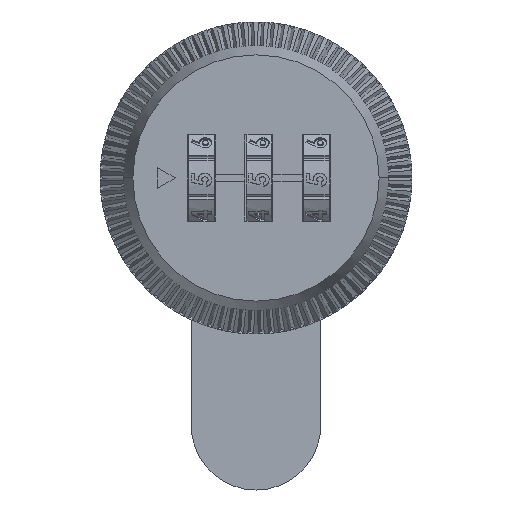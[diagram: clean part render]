
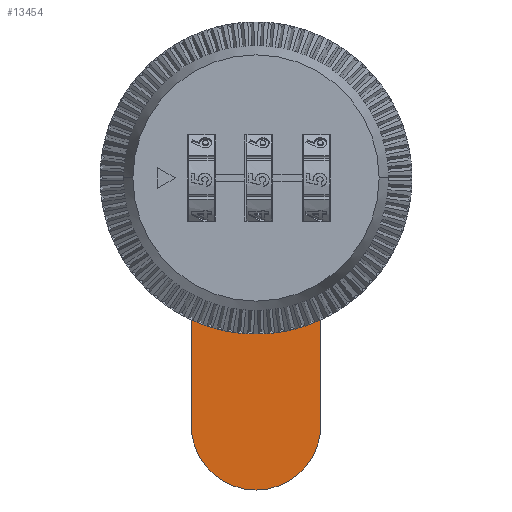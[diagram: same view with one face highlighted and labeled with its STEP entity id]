
A CAD part, left-side view. The second image highlights one B-rep face of the part: STEP entity #13454.
In plain terms, the highlighted face is planar.
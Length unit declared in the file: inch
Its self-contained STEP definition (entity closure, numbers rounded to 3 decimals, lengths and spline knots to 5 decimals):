
#240 = ORIENTED_EDGE ( 'NONE', *, *, #1670, .T. ) ;
#252 = CARTESIAN_POINT ( 'NONE',  ( 0.31102, 1.18504, 0. ) ) ;
#553 = DIRECTION ( 'NONE',  ( 0., 0., 1. ) ) ;
#578 = VECTOR ( 'NONE', #14061, 39.37008 ) ;
#878 = AXIS2_PLACEMENT_3D ( 'NONE', #7736, #553, #30255 ) ;
#1046 = LINE ( 'NONE', #16531, #13311 ) ;
#1079 = VECTOR ( 'NONE', #18524, 39.37008 ) ;
#1503 = ORIENTED_EDGE ( 'NONE', *, *, #23593, .T. ) ;
#1670 = EDGE_CURVE ( 'NONE', #13713, #29880, #17554, .T. ) ;
#2393 = ORIENTED_EDGE ( 'NONE', *, *, #23069, .T. ) ;
#2398 = ORIENTED_EDGE ( 'NONE', *, *, #16510, .F. ) ;
#2593 = AXIS2_PLACEMENT_3D ( 'NONE', #11410, #23582, #3902 ) ;
#2885 = VECTOR ( 'NONE', #8428, 39.37008 ) ;
#3097 = VERTEX_POINT ( 'NONE', #21473 ) ;
#3268 = LINE ( 'NONE', #23189, #2885 ) ;
#3685 = AXIS2_PLACEMENT_3D ( 'NONE', #9092, #23539, #6208 ) ;
#3902 = DIRECTION ( 'NONE',  ( 1., 0., 0. ) ) ;
#3982 = DIRECTION ( 'NONE',  ( 0., 0., 1. ) ) ;
#4132 = AXIS2_PLACEMENT_3D ( 'NONE', #19519, #9374, #17142 ) ;
#4304 = DIRECTION ( 'NONE',  ( 0., 1., 0. ) ) ;
#4523 = CIRCLE ( 'NONE', #2593, 0.02 ) ;
#5098 = CARTESIAN_POINT ( 'NONE',  ( -0.15945, 0.13945, 0. ) ) ;
#6208 = DIRECTION ( 'NONE',  ( 1., 0., 0. ) ) ;
#6901 = LINE ( 'NONE', #22529, #31571 ) ;
#7131 = LINE ( 'NONE', #31235, #578 ) ;
#7544 = AXIS2_PLACEMENT_3D ( 'NONE', #13961, #8575, #25802 ) ;
#7736 = CARTESIAN_POINT ( 'NONE',  ( 0., -0.02362, 0. ) ) ;
#7898 = CIRCLE ( 'NONE', #4132, 0.02 ) ;
#8024 = CARTESIAN_POINT ( 'NONE',  ( -0.13945, -0.15945, 0. ) ) ;
#8197 = ORIENTED_EDGE ( 'NONE', *, *, #23450, .T. ) ;
#8428 = DIRECTION ( 'NONE',  ( 1., 0., 0. ) ) ;
#8575 = DIRECTION ( 'NONE',  ( 0., 0., 1. ) ) ;
#8770 = CARTESIAN_POINT ( 'NONE',  ( -0.31102, -0.02362, 0. ) ) ;
#8896 = VERTEX_POINT ( 'NONE', #8024 ) ;
#9092 = CARTESIAN_POINT ( 'NONE',  ( 0., 1.18504, 0. ) ) ;
#9374 = DIRECTION ( 'NONE',  ( 0., 0., 1. ) ) ;
#9545 = AXIS2_PLACEMENT_3D ( 'NONE', #13833, #3982, #21193 ) ;
#11410 = CARTESIAN_POINT ( 'NONE',  ( 0.13945, -0.13945, 0. ) ) ;
#11890 = ORIENTED_EDGE ( 'NONE', *, *, #22322, .T. ) ;
#12425 = CARTESIAN_POINT ( 'NONE',  ( 0.31102, 1.18504, 0. ) ) ;
#13073 = CARTESIAN_POINT ( 'NONE',  ( 0.15945, 0.13945, 0. ) ) ;
#13092 = AXIS2_PLACEMENT_3D ( 'NONE', #13835, #23753, #15857 ) ;
#13194 = EDGE_CURVE ( 'NONE', #16961, #29822, #28510, .T. ) ;
#13311 = VECTOR ( 'NONE', #4304, 39.37008 ) ;
#13454 = ADVANCED_FACE ( 'NONE', ( #26964, #20414 ), #21205, .F. ) ;
#13713 = VERTEX_POINT ( 'NONE', #21453 ) ;
#13833 = CARTESIAN_POINT ( 'NONE',  ( 0.13945, 0.13945, 0. ) ) ;
#13835 = CARTESIAN_POINT ( 'NONE',  ( -0.13945, 0.13945, 0. ) ) ;
#13961 = CARTESIAN_POINT ( 'NONE',  ( 0., -0.02362, 0. ) ) ;
#14061 = DIRECTION ( 'NONE',  ( 0., -1., 0. ) ) ;
#14584 = VERTEX_POINT ( 'NONE', #28922 ) ;
#14863 = CARTESIAN_POINT ( 'NONE',  ( -0.31102, 1.18504, 0. ) ) ;
#14974 = CIRCLE ( 'NONE', #878, 0.31102 ) ;
#14995 = DIRECTION ( 'NONE',  ( 0., 1., 0. ) ) ;
#15600 = CIRCLE ( 'NONE', #9545, 0.02 ) ;
#15753 = ORIENTED_EDGE ( 'NONE', *, *, #17282, .T. ) ;
#15857 = DIRECTION ( 'NONE',  ( 1., 0., 0. ) ) ;
#15995 = CIRCLE ( 'NONE', #3685, 0.31102 ) ;
#16510 = EDGE_CURVE ( 'NONE', #29822, #31520, #15995, .T. ) ;
#16531 = CARTESIAN_POINT ( 'NONE',  ( 0.15945, -0.13945, 0. ) ) ;
#16542 = VERTEX_POINT ( 'NONE', #8770 ) ;
#16961 = VERTEX_POINT ( 'NONE', #20518 ) ;
#17029 = CARTESIAN_POINT ( 'NONE',  ( 0.13945, 0.15945, 0. ) ) ;
#17142 = DIRECTION ( 'NONE',  ( 1., 0., 0. ) ) ;
#17282 = EDGE_CURVE ( 'NONE', #3097, #8896, #7898, .T. ) ;
#17311 = VERTEX_POINT ( 'NONE', #17029 ) ;
#17554 = CIRCLE ( 'NONE', #13092, 0.02 ) ;
#18524 = DIRECTION ( 'NONE',  ( -1., 0., 0. ) ) ;
#18827 = ORIENTED_EDGE ( 'NONE', *, *, #25250, .T. ) ;
#19088 = ORIENTED_EDGE ( 'NONE', *, *, #25610, .T. ) ;
#19519 = CARTESIAN_POINT ( 'NONE',  ( -0.13945, -0.13945, 0. ) ) ;
#19940 = LINE ( 'NONE', #23267, #1079 ) ;
#20025 = EDGE_CURVE ( 'NONE', #16542, #16961, #14974, .T. ) ;
#20414 = FACE_BOUND ( 'NONE', #25281, .T. ) ;
#20518 = CARTESIAN_POINT ( 'NONE',  ( 0.31102, -0.02362, 0. ) ) ;
#21039 = ORIENTED_EDGE ( 'NONE', *, *, #20025, .F. ) ;
#21193 = DIRECTION ( 'NONE',  ( -1., 0., 0. ) ) ;
#21205 = PLANE ( 'NONE',  #7544 ) ;
#21453 = CARTESIAN_POINT ( 'NONE',  ( -0.13945, 0.15945, 0. ) ) ;
#21473 = CARTESIAN_POINT ( 'NONE',  ( -0.15945, -0.13945, 0. ) ) ;
#21640 = EDGE_CURVE ( 'NONE', #31520, #16542, #6901, .T. ) ;
#22322 = EDGE_CURVE ( 'NONE', #17311, #13713, #19940, .T. ) ;
#22354 = VERTEX_POINT ( 'NONE', #31707 ) ;
#22427 = DIRECTION ( 'NONE',  ( 0., -1., 0. ) ) ;
#22529 = CARTESIAN_POINT ( 'NONE',  ( -0.31102, 1.18504, 0. ) ) ;
#23069 = EDGE_CURVE ( 'NONE', #14584, #22354, #4523, .T. ) ;
#23189 = CARTESIAN_POINT ( 'NONE',  ( -0.13945, -0.15945, 0. ) ) ;
#23267 = CARTESIAN_POINT ( 'NONE',  ( -0.13945, 0.15945, 0. ) ) ;
#23450 = EDGE_CURVE ( 'NONE', #27664, #17311, #15600, .T. ) ;
#23539 = DIRECTION ( 'NONE',  ( 0., 0., 1. ) ) ;
#23582 = DIRECTION ( 'NONE',  ( 0., 0., 1. ) ) ;
#23593 = EDGE_CURVE ( 'NONE', #22354, #27664, #1046, .T. ) ;
#23753 = DIRECTION ( 'NONE',  ( 0., 0., 1. ) ) ;
#25250 = EDGE_CURVE ( 'NONE', #29880, #3097, #7131, .T. ) ;
#25281 = EDGE_LOOP ( 'NONE', ( #8197, #11890, #240, #18827, #15753, #19088, #2393, #1503 ) ) ;
#25610 = EDGE_CURVE ( 'NONE', #8896, #14584, #3268, .T. ) ;
#25802 = DIRECTION ( 'NONE',  ( 1., 0., 0. ) ) ;
#26250 = ORIENTED_EDGE ( 'NONE', *, *, #21640, .F. ) ;
#26964 = FACE_OUTER_BOUND ( 'NONE', #28212, .T. ) ;
#27664 = VERTEX_POINT ( 'NONE', #13073 ) ;
#28212 = EDGE_LOOP ( 'NONE', ( #21039, #26250, #2398, #29842 ) ) ;
#28510 = LINE ( 'NONE', #12425, #30841 ) ;
#28922 = CARTESIAN_POINT ( 'NONE',  ( 0.13945, -0.15945, 0. ) ) ;
#29822 = VERTEX_POINT ( 'NONE', #252 ) ;
#29842 = ORIENTED_EDGE ( 'NONE', *, *, #13194, .F. ) ;
#29880 = VERTEX_POINT ( 'NONE', #5098 ) ;
#30255 = DIRECTION ( 'NONE',  ( 1., 0., 0. ) ) ;
#30841 = VECTOR ( 'NONE', #14995, 39.37008 ) ;
#31235 = CARTESIAN_POINT ( 'NONE',  ( -0.15945, -0.13945, 0. ) ) ;
#31520 = VERTEX_POINT ( 'NONE', #14863 ) ;
#31571 = VECTOR ( 'NONE', #22427, 39.37008 ) ;
#31707 = CARTESIAN_POINT ( 'NONE',  ( 0.15945, -0.13945, 0. ) ) ;
